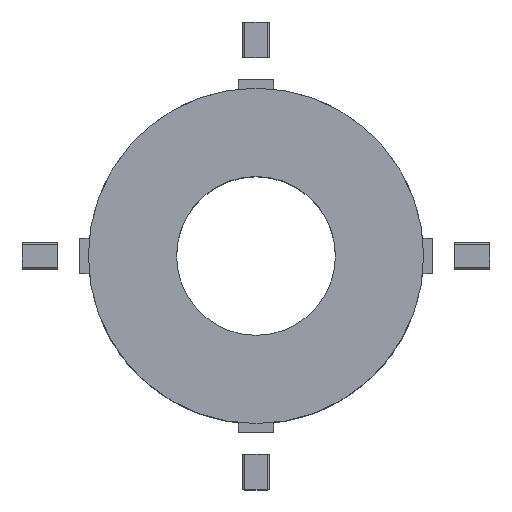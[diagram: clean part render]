
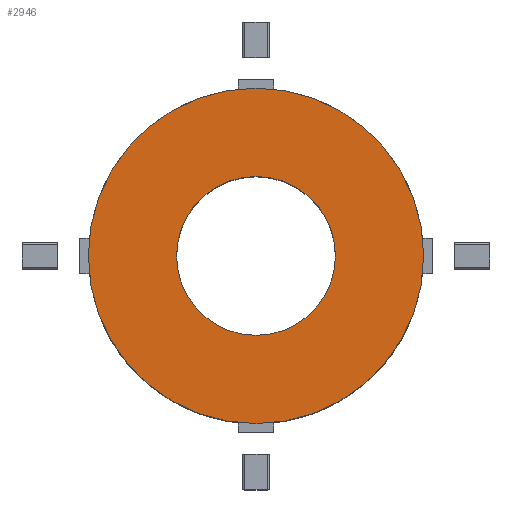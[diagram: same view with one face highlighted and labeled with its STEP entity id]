
A CAD part, top view. The second image highlights one B-rep face of the part: STEP entity #2946.
In plain terms, the highlighted planar face has unit normal (0, 0, 1).
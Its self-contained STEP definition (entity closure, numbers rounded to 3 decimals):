
#2763 = CYLINDRICAL_SURFACE('',#2764,190.);
#2764 = AXIS2_PLACEMENT_3D('',#2765,#2766,#2767);
#2765 = CARTESIAN_POINT('',(0.,0.,71.25));
#2766 = DIRECTION('',(-0.,-0.,-1.));
#2767 = DIRECTION('',(1.,0.,0.));
#2818 = CYLINDRICAL_SURFACE('',#2819,90.);
#2819 = AXIS2_PLACEMENT_3D('',#2820,#2821,#2822);
#2820 = CARTESIAN_POINT('',(0.,0.,71.25)
  );
#2821 = DIRECTION('',(-0.,-0.,-1.));
#2822 = DIRECTION('',(1.,0.,0.));
#2846 = VERTEX_POINT('',#2847);
#2847 = CARTESIAN_POINT('',(190.,0.,76.25));
#2868 = EDGE_CURVE('',#2846,#2846,#2869,.T.);
#2869 = SURFACE_CURVE('',#2870,(#2875,#2882),.PCURVE_S1.);
#2870 = CIRCLE('',#2871,190.);
#2871 = AXIS2_PLACEMENT_3D('',#2872,#2873,#2874);
#2872 = CARTESIAN_POINT('',(0.,0.,76.25));
#2873 = DIRECTION('',(0.,0.,1.));
#2874 = DIRECTION('',(1.,0.,0.));
#2875 = PCURVE('',#2763,#2876);
#2876 = DEFINITIONAL_REPRESENTATION('',(#2877),#2881);
#2877 = LINE('',#2878,#2879);
#2878 = CARTESIAN_POINT('',(-0.,-5.));
#2879 = VECTOR('',#2880,1.);
#2880 = DIRECTION('',(-1.,0.));
#2881 = ( GEOMETRIC_REPRESENTATION_CONTEXT(2) 
PARAMETRIC_REPRESENTATION_CONTEXT() REPRESENTATION_CONTEXT('2D SPACE',''
  ) );
#2882 = PCURVE('',#2883,#2888);
#2883 = PLANE('',#2884);
#2884 = AXIS2_PLACEMENT_3D('',#2885,#2886,#2887);
#2885 = CARTESIAN_POINT('',(0.,0.,76.25
    ));
#2886 = DIRECTION('',(0.,0.,1.));
#2887 = DIRECTION('',(1.,0.,-0.));
#2888 = DEFINITIONAL_REPRESENTATION('',(#2889),#2893);
#2889 = CIRCLE('',#2890,190.);
#2890 = AXIS2_PLACEMENT_2D('',#2891,#2892);
#2891 = CARTESIAN_POINT('',(0.,0.));
#2892 = DIRECTION('',(1.,0.));
#2893 = ( GEOMETRIC_REPRESENTATION_CONTEXT(2) 
PARAMETRIC_REPRESENTATION_CONTEXT() REPRESENTATION_CONTEXT('2D SPACE',''
  ) );
#2901 = VERTEX_POINT('',#2902);
#2902 = CARTESIAN_POINT('',(90.,0.,76.25));
#2923 = EDGE_CURVE('',#2901,#2901,#2924,.T.);
#2924 = SURFACE_CURVE('',#2925,(#2930,#2937),.PCURVE_S1.);
#2925 = CIRCLE('',#2926,90.);
#2926 = AXIS2_PLACEMENT_3D('',#2927,#2928,#2929);
#2927 = CARTESIAN_POINT('',(0.,0.,76.25)
  );
#2928 = DIRECTION('',(0.,0.,1.));
#2929 = DIRECTION('',(1.,0.,0.));
#2930 = PCURVE('',#2818,#2931);
#2931 = DEFINITIONAL_REPRESENTATION('',(#2932),#2936);
#2932 = LINE('',#2933,#2934);
#2933 = CARTESIAN_POINT('',(-0.,-5.));
#2934 = VECTOR('',#2935,1.);
#2935 = DIRECTION('',(-1.,0.));
#2936 = ( GEOMETRIC_REPRESENTATION_CONTEXT(2) 
PARAMETRIC_REPRESENTATION_CONTEXT() REPRESENTATION_CONTEXT('2D SPACE',''
  ) );
#2937 = PCURVE('',#2883,#2938);
#2938 = DEFINITIONAL_REPRESENTATION('',(#2939),#2943);
#2939 = CIRCLE('',#2940,90.);
#2940 = AXIS2_PLACEMENT_2D('',#2941,#2942);
#2941 = CARTESIAN_POINT('',(0.,0.));
#2942 = DIRECTION('',(1.,0.));
#2943 = ( GEOMETRIC_REPRESENTATION_CONTEXT(2) 
PARAMETRIC_REPRESENTATION_CONTEXT() REPRESENTATION_CONTEXT('2D SPACE',''
  ) );
#2946 = ADVANCED_FACE('',(#2947,#2950),#2883,.T.);
#2947 = FACE_BOUND('',#2948,.T.);
#2948 = EDGE_LOOP('',(#2949));
#2949 = ORIENTED_EDGE('',*,*,#2868,.T.);
#2950 = FACE_BOUND('',#2951,.T.);
#2951 = EDGE_LOOP('',(#2952));
#2952 = ORIENTED_EDGE('',*,*,#2923,.F.);
